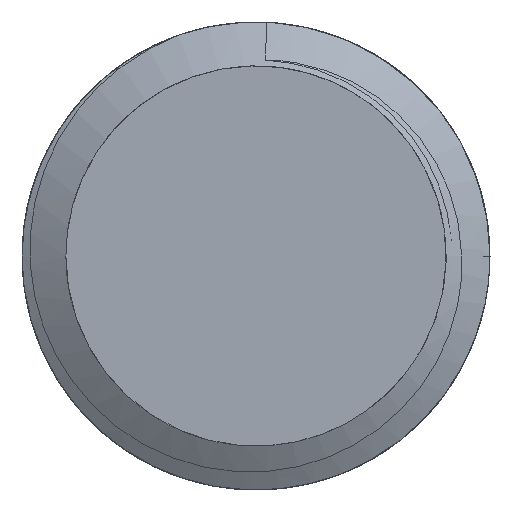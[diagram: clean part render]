
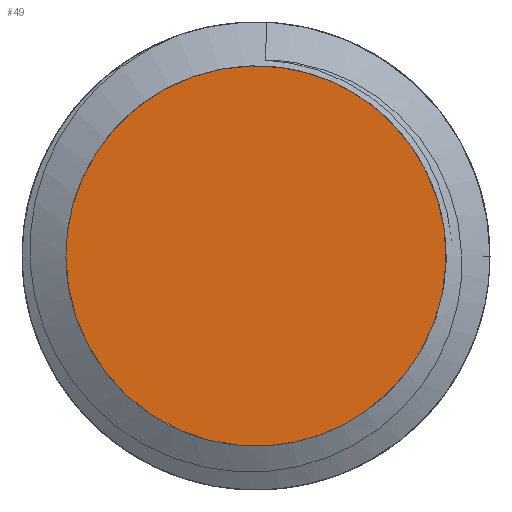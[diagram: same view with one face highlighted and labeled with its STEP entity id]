
A CAD part, front view. The second image highlights one B-rep face of the part: STEP entity #49.
In plain terms, the highlighted free-form (B-spline) face has degree [1, 1] with [2, 2] control points.
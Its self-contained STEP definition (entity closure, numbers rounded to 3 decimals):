
#30=CARTESIAN_POINT('',(9.192,0.,9.192));
#31=CARTESIAN_POINT('',(9.192,0.,-9.192));
#32=CARTESIAN_POINT('',(-9.192,0.,9.192));
#33=CARTESIAN_POINT('',(-9.192,0.,-9.192));
#34=B_SPLINE_SURFACE_WITH_KNOTS('',1,1,((#30,#31),(#32,#33)),.PLANE_SURF.,.F.,.F.,.U.,(2,2),(2,2),(0.,1.),(0.,1.),.UNSPECIFIED.);
#35=CARTESIAN_POINT('',(-3.25,0.,0.));
#36=VERTEX_POINT('',#35);
#37=CARTESIAN_POINT('',(-3.25,0.,0.));
#38=CARTESIAN_POINT('',(-3.25,0.,-5.629));
#39=CARTESIAN_POINT('',(1.625,0.,-2.815));
#40=CARTESIAN_POINT('',(6.5,0.,0.));
#41=CARTESIAN_POINT('',(1.625,0.,2.815));
#42=CARTESIAN_POINT('',(-3.25,0.,5.629));
#43=CARTESIAN_POINT('',(-3.25,0.,0.));
#44=(BOUNDED_CURVE()B_SPLINE_CURVE(2,(#37,#38,#39,#40,#41,#42,#43),.CIRCULAR_ARC.,.T.,.U.)B_SPLINE_CURVE_WITH_KNOTS((3,2,2,3),(0.,0.333,0.667,1.),.UNSPECIFIED.)CURVE()GEOMETRIC_REPRESENTATION_ITEM()RATIONAL_B_SPLINE_CURVE((1.,0.5,1.,0.5,1.,0.5,1.))REPRESENTATION_ITEM(''));
#45=EDGE_CURVE('',#36,#36,#44,.T.);
#46=ORIENTED_EDGE('',*,*,#45,.T.);
#47=EDGE_LOOP('',(#46));
#48=FACE_OUTER_BOUND('',#47,.T.);
#49=ADVANCED_FACE('',(#48),#34,.T.);
